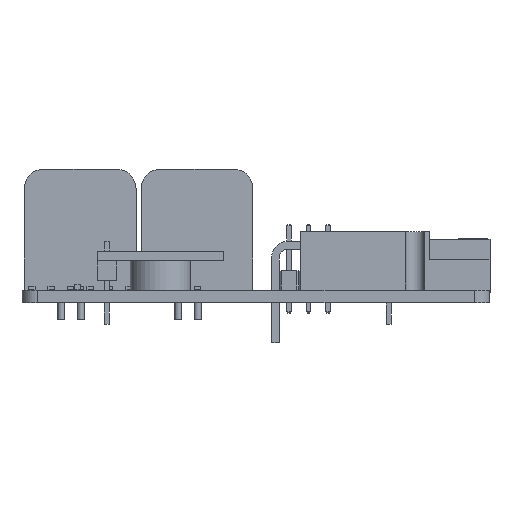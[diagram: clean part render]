
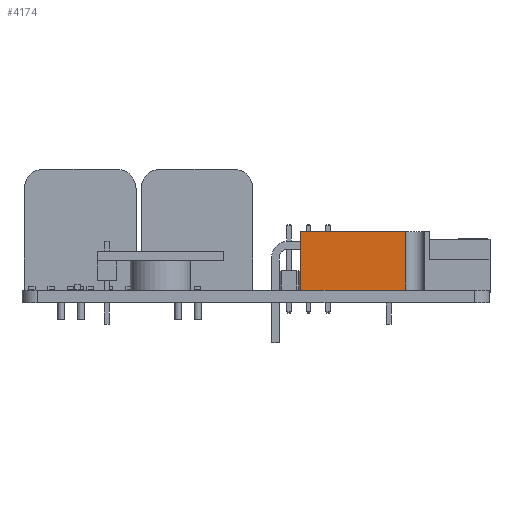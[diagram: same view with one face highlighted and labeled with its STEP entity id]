
A CAD part, front view. The second image highlights one B-rep face of the part: STEP entity #4174.
In plain terms, the highlighted face is planar.
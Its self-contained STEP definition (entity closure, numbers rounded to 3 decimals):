
#3066 = PLANE('',#3067);
#3067 = AXIS2_PLACEMENT_3D('',#3068,#3069,#3070);
#3068 = CARTESIAN_POINT('',(0.,0.,7.874));
#3069 = DIRECTION('',(0.,0.,1.));
#3070 = DIRECTION('',(1.,0.,0.));
#3094 = CYLINDRICAL_SURFACE('',#3095,1.27);
#3095 = AXIS2_PLACEMENT_3D('',#3096,#3097,#3098);
#3096 = CARTESIAN_POINT('',(14.859,15.24,-17.526));
#3097 = DIRECTION('',(0.,0.,1.));
#3098 = DIRECTION('',(1.,0.,0.));
#3142 = PLANE('',#3143);
#3143 = AXIS2_PLACEMENT_3D('',#3144,#3145,#3146);
#3144 = CARTESIAN_POINT('',(0.,0.,0.));
#3145 = DIRECTION('',(0.,0.,1.));
#3146 = DIRECTION('',(1.,0.,0.));
#3180 = PLANE('',#3181);
#3181 = AXIS2_PLACEMENT_3D('',#3182,#3183,#3184);
#3182 = CARTESIAN_POINT('',(0.,15.24,7.874));
#3183 = DIRECTION('',(1.,0.,0.));
#3184 = DIRECTION('',(0.,0.,-1.));
#3848 = VERTEX_POINT('',#3849);
#3849 = CARTESIAN_POINT('',(0.,15.24,0.));
#3941 = VERTEX_POINT('',#3942);
#3942 = CARTESIAN_POINT('',(13.589,15.24,0.));
#3986 = EDGE_CURVE('',#3941,#3848,#3987,.T.);
#3987 = SURFACE_CURVE('',#3988,(#3992,#3999),.PCURVE_S1.);
#3988 = LINE('',#3989,#3990);
#3989 = CARTESIAN_POINT('',(24.638,15.24,0.));
#3990 = VECTOR('',#3991,1.);
#3991 = DIRECTION('',(-1.,0.,0.));
#3992 = PCURVE('',#3142,#3993);
#3993 = DEFINITIONAL_REPRESENTATION('',(#3994),#3998);
#3994 = LINE('',#3995,#3996);
#3995 = CARTESIAN_POINT('',(24.638,15.24));
#3996 = VECTOR('',#3997,1.);
#3997 = DIRECTION('',(-1.,0.));
#3998 = ( GEOMETRIC_REPRESENTATION_CONTEXT(2) 
PARAMETRIC_REPRESENTATION_CONTEXT() REPRESENTATION_CONTEXT('2D SPACE',''
  ) );
#3999 = PCURVE('',#4000,#4005);
#4000 = PLANE('',#4001);
#4001 = AXIS2_PLACEMENT_3D('',#4002,#4003,#4004);
#4002 = CARTESIAN_POINT('',(24.638,15.24,7.874));
#4003 = DIRECTION('',(0.,-1.,0.));
#4004 = DIRECTION('',(0.,0.,-1.));
#4005 = DEFINITIONAL_REPRESENTATION('',(#4006),#4010);
#4006 = LINE('',#4007,#4008);
#4007 = CARTESIAN_POINT('',(7.874,0.));
#4008 = VECTOR('',#4009,1.);
#4009 = DIRECTION('',(0.,-1.));
#4010 = ( GEOMETRIC_REPRESENTATION_CONTEXT(2) 
PARAMETRIC_REPRESENTATION_CONTEXT() REPRESENTATION_CONTEXT('2D SPACE',''
  ) );
#4174 = ADVANCED_FACE('',(#4175),#4000,.F.);
#4175 = FACE_BOUND('',#4176,.F.);
#4176 = EDGE_LOOP('',(#4177,#4200,#4201,#4246));
#4177 = ORIENTED_EDGE('',*,*,#4178,.T.);
#4178 = EDGE_CURVE('',#4179,#3848,#4181,.T.);
#4179 = VERTEX_POINT('',#4180);
#4180 = CARTESIAN_POINT('',(0.,15.24,7.874));
#4181 = SURFACE_CURVE('',#4182,(#4186,#4193),.PCURVE_S1.);
#4182 = LINE('',#4183,#4184);
#4183 = CARTESIAN_POINT('',(0.,15.24,7.874));
#4184 = VECTOR('',#4185,1.);
#4185 = DIRECTION('',(0.,0.,-1.));
#4186 = PCURVE('',#4000,#4187);
#4187 = DEFINITIONAL_REPRESENTATION('',(#4188),#4192);
#4188 = LINE('',#4189,#4190);
#4189 = CARTESIAN_POINT('',(0.,-24.638));
#4190 = VECTOR('',#4191,1.);
#4191 = DIRECTION('',(1.,0.));
#4192 = ( GEOMETRIC_REPRESENTATION_CONTEXT(2) 
PARAMETRIC_REPRESENTATION_CONTEXT() REPRESENTATION_CONTEXT('2D SPACE',''
  ) );
#4193 = PCURVE('',#3180,#4194);
#4194 = DEFINITIONAL_REPRESENTATION('',(#4195),#4199);
#4195 = LINE('',#4196,#4197);
#4196 = CARTESIAN_POINT('',(0.,0.));
#4197 = VECTOR('',#4198,1.);
#4198 = DIRECTION('',(1.,0.));
#4199 = ( GEOMETRIC_REPRESENTATION_CONTEXT(2) 
PARAMETRIC_REPRESENTATION_CONTEXT() REPRESENTATION_CONTEXT('2D SPACE',''
  ) );
#4200 = ORIENTED_EDGE('',*,*,#3986,.F.);
#4201 = ORIENTED_EDGE('',*,*,#4202,.F.);
#4202 = EDGE_CURVE('',#4203,#3941,#4205,.T.);
#4203 = VERTEX_POINT('',#4204);
#4204 = CARTESIAN_POINT('',(13.589,15.24,7.874));
#4205 = SURFACE_CURVE('',#4206,(#4210,#4217),.PCURVE_S1.);
#4206 = LINE('',#4207,#4208);
#4207 = CARTESIAN_POINT('',(13.589,15.24,-17.526));
#4208 = VECTOR('',#4209,1.);
#4209 = DIRECTION('',(0.,0.,-1.));
#4210 = PCURVE('',#4000,#4211);
#4211 = DEFINITIONAL_REPRESENTATION('',(#4212),#4216);
#4212 = LINE('',#4213,#4214);
#4213 = CARTESIAN_POINT('',(25.4,-11.049));
#4214 = VECTOR('',#4215,1.);
#4215 = DIRECTION('',(1.,0.));
#4216 = ( GEOMETRIC_REPRESENTATION_CONTEXT(2) 
PARAMETRIC_REPRESENTATION_CONTEXT() REPRESENTATION_CONTEXT('2D SPACE',''
  ) );
#4217 = PCURVE('',#3094,#4218);
#4218 = DEFINITIONAL_REPRESENTATION('',(#4219),#4245);
#4219 = B_SPLINE_CURVE_WITH_KNOTS('',3,(#4220,#4221,#4222,#4223,#4224,
    #4225,#4226,#4227,#4228,#4229,#4230,#4231,#4232,#4233,#4234,#4235,
    #4236,#4237,#4238,#4239,#4240,#4241,#4242,#4243,#4244),
  .UNSPECIFIED.,.F.,.F.,(4,1,1,1,1,1,1,1,1,1,1,1,1,1,1,1,1,1,1,1,1,1,4),
  (-25.4,-25.042,-24.684,-24.326,-23.968
    ,-23.61,-23.253,-22.895,-22.537,
    -22.179,-21.821,-21.463,-21.105,
    -20.747,-20.389,-20.031,-19.673,
    -19.316,-18.958,-18.6,-18.242,
    -17.884,-17.526),.QUASI_UNIFORM_KNOTS.);
#4220 = CARTESIAN_POINT('',(3.142,25.4));
#4221 = CARTESIAN_POINT('',(3.142,25.281));
#4222 = CARTESIAN_POINT('',(3.142,25.042));
#4223 = CARTESIAN_POINT('',(3.142,24.684));
#4224 = CARTESIAN_POINT('',(3.142,24.326));
#4225 = CARTESIAN_POINT('',(3.142,23.968));
#4226 = CARTESIAN_POINT('',(3.142,23.61));
#4227 = CARTESIAN_POINT('',(3.142,23.253));
#4228 = CARTESIAN_POINT('',(3.142,22.895));
#4229 = CARTESIAN_POINT('',(3.142,22.537));
#4230 = CARTESIAN_POINT('',(3.142,22.179));
#4231 = CARTESIAN_POINT('',(3.142,21.821));
#4232 = CARTESIAN_POINT('',(3.142,21.463));
#4233 = CARTESIAN_POINT('',(3.142,21.105));
#4234 = CARTESIAN_POINT('',(3.142,20.747));
#4235 = CARTESIAN_POINT('',(3.142,20.389));
#4236 = CARTESIAN_POINT('',(3.142,20.031));
#4237 = CARTESIAN_POINT('',(3.142,19.673));
#4238 = CARTESIAN_POINT('',(3.142,19.316));
#4239 = CARTESIAN_POINT('',(3.142,18.958));
#4240 = CARTESIAN_POINT('',(3.142,18.6));
#4241 = CARTESIAN_POINT('',(3.142,18.242));
#4242 = CARTESIAN_POINT('',(3.142,17.884));
#4243 = CARTESIAN_POINT('',(3.142,17.645));
#4244 = CARTESIAN_POINT('',(3.142,17.526));
#4245 = ( GEOMETRIC_REPRESENTATION_CONTEXT(2) 
PARAMETRIC_REPRESENTATION_CONTEXT() REPRESENTATION_CONTEXT('2D SPACE',''
  ) );
#4246 = ORIENTED_EDGE('',*,*,#4247,.T.);
#4247 = EDGE_CURVE('',#4203,#4179,#4248,.T.);
#4248 = SURFACE_CURVE('',#4249,(#4253,#4260),.PCURVE_S1.);
#4249 = LINE('',#4250,#4251);
#4250 = CARTESIAN_POINT('',(24.638,15.24,7.874));
#4251 = VECTOR('',#4252,1.);
#4252 = DIRECTION('',(-1.,0.,0.));
#4253 = PCURVE('',#4000,#4254);
#4254 = DEFINITIONAL_REPRESENTATION('',(#4255),#4259);
#4255 = LINE('',#4256,#4257);
#4256 = CARTESIAN_POINT('',(0.,0.));
#4257 = VECTOR('',#4258,1.);
#4258 = DIRECTION('',(0.,-1.));
#4259 = ( GEOMETRIC_REPRESENTATION_CONTEXT(2) 
PARAMETRIC_REPRESENTATION_CONTEXT() REPRESENTATION_CONTEXT('2D SPACE',''
  ) );
#4260 = PCURVE('',#3066,#4261);
#4261 = DEFINITIONAL_REPRESENTATION('',(#4262),#4266);
#4262 = LINE('',#4263,#4264);
#4263 = CARTESIAN_POINT('',(24.638,15.24));
#4264 = VECTOR('',#4265,1.);
#4265 = DIRECTION('',(-1.,0.));
#4266 = ( GEOMETRIC_REPRESENTATION_CONTEXT(2) 
PARAMETRIC_REPRESENTATION_CONTEXT() REPRESENTATION_CONTEXT('2D SPACE',''
  ) );
